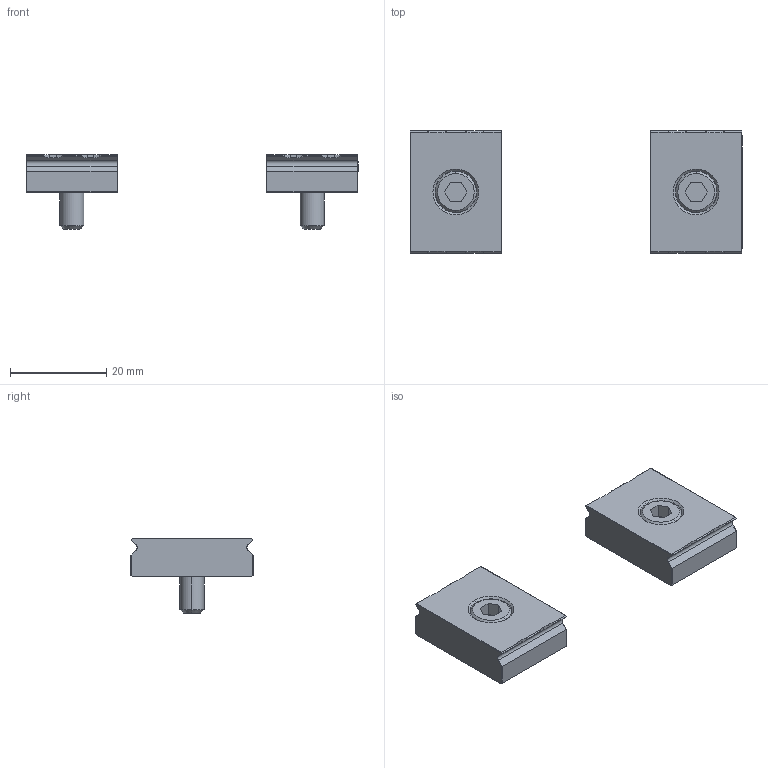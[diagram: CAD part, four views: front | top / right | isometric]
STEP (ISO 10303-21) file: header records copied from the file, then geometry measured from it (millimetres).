
FILE_DESCRIPTION (( 'STEP AP203' ), '1' );
FILE_NAME ('mbvg1925g.STEP', '2021-10-26T02:40:55', ( '' ), ( '' ), 'SwSTEP 2.0', 'SolidWorks 2020', '' );
FILE_SCHEMA (( 'CONFIG_CONTROL_DESIGN' ));
Length unit declared in the file: millimetre
Products named in the file (3): mbvg1925g_02; mbvg1925g_01; mbvg1925g
Assembly tree (2 placements, depth 2):
  mbvg1925g
    mbvg1925g_01
    mbvg1925g_02
Bounding box: 69.05 x 25.4 x 15.56 mm (x, y, z)
Volume: 7675.5 mm3; surface area: 4018.1 mm2
Topology: 2 solids, 2 shells, 188 faces, 464 edges, 284 vertices
Faces by surface type: cylinder 84, plane 76, bspline 16, cone 12
Entity records: 5941 total; most frequent: CARTESIAN_POINT 1499, ORIENTED_EDGE 920, DIRECTION 818, EDGE_CURVE 460, VERTEX_POINT 284, AXIS2_PLACEMENT_3D 277, VECTOR 264, LINE 264
